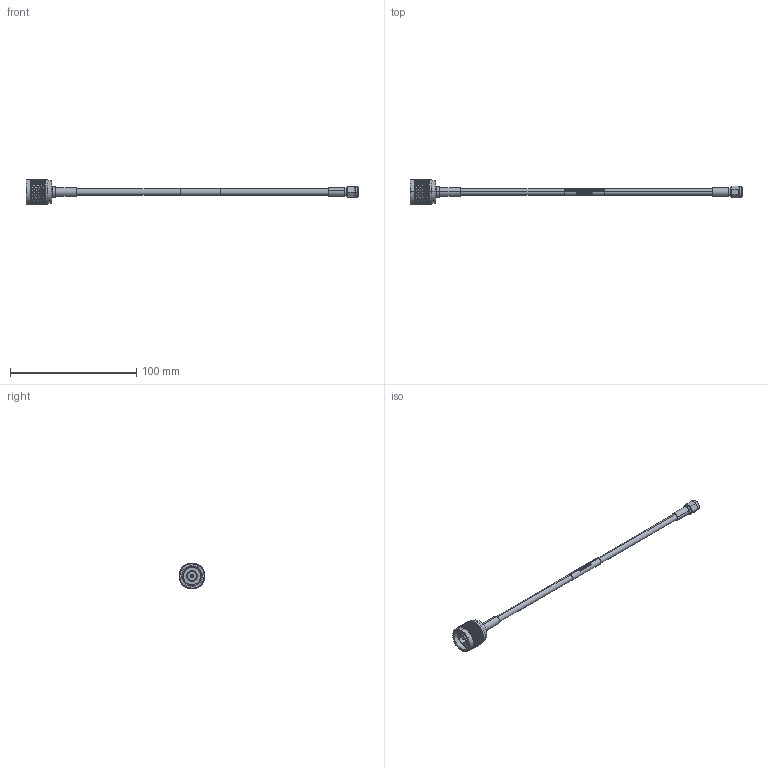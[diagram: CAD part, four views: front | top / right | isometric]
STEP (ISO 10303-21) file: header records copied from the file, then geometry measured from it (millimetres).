
FILE_DESCRIPTION (( 'STEP AP214' ), '1' );
FILE_NAME ('FMCA100262-0003_3D.step', '2024-10-30T17:54:40', ( '' ), ( '' ), 'SwSTEP 2.0', 'SolidWorks 2022', '' );
FILE_SCHEMA (( 'AUTOMOTIVE_DESIGN' ));
Length unit declared in the file: inch
Products named in the file (7): FMCN5254-MA1^FMCN5254_FMCA100262-0003; FMCN5254^FMCA100262-0003_默认; LMR-195-UF^FMCA100262-0003_FM; FMCN5254-MA2^FMCN5254_FMCA100262-0003; FMCN5303^FMCA100262-0003_CRIMPED; FMCN5254-MA0^FMCN5254_FMCA100262-0003; FMCA100262-0003_3D
Assembly tree (6 placements, depth 3):
  FMCA100262-0003_3D
    LMR-195-UF^FMCA100262-0003_FM
    FMCN5254^FMCA100262-0003_默认
      FMCN5254-MA0^FMCN5254_FMCA100262-0003
      FMCN5254-MA1^FMCN5254_FMCA100262-0003
      FMCN5254-MA2^FMCN5254_FMCA100262-0003
    FMCN5303^FMCA100262-0003_CRIMPED
Bounding box: 262.85 x 20.32 x 20.32 mm (x, y, z)
Volume: 9970.6 mm3; surface area: 9143.8 mm2
Topology: 6 solids, 6 shells, 4346 faces, 9504 edges, 5227 vertices
Faces by surface type: bspline 3119, cylinder 842, plane 308, cone 67, torus 10
Entity records: 175069 total; most frequent: CARTESIAN_POINT 114199, ORIENTED_EDGE 19004, EDGE_CURVE 9502, VERTEX_POINT 5227, EDGE_LOOP 4413, FACE_OUTER_BOUND 4346, ADVANCED_FACE 4346, DIRECTION 4232
